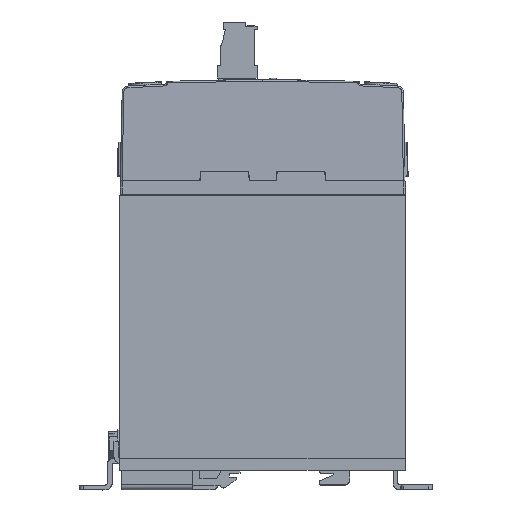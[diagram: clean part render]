
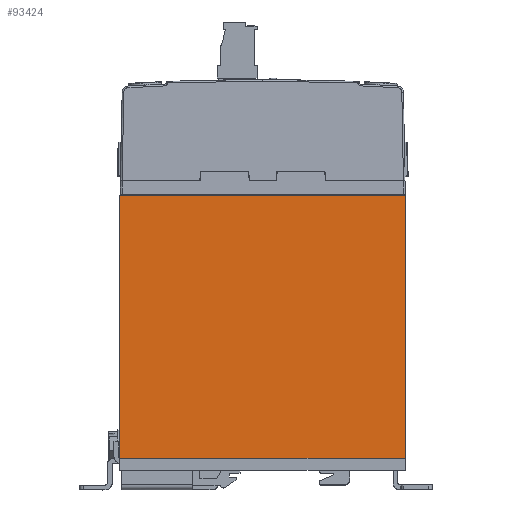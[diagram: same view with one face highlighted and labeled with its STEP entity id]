
A CAD part, top view. The second image highlights one B-rep face of the part: STEP entity #93424.
In plain terms, the highlighted planar face has unit normal (0, 0, 1).
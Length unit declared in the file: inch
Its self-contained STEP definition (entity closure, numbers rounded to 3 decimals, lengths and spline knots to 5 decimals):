
#15562 = CARTESIAN_POINT ( 'NONE',  ( 1.77165, -3.11817, 1.32874 ) ) ;
#27876 = DIRECTION ( 'NONE',  ( 0., 1., 0. ) ) ;
#29858 = VERTEX_POINT ( 'NONE', #63027 ) ;
#34359 = VERTEX_POINT ( 'NONE', #230918 ) ;
#49807 = DIRECTION ( 'NONE',  ( 0., -1., 0. ) ) ;
#50672 = DIRECTION ( 'NONE',  ( 1., 0., 0. ) ) ;
#51941 = PLANE ( 'NONE',  #166414 ) ;
#54693 = CARTESIAN_POINT ( 'NONE',  ( 1.77165, -3.11817, 1.32874 ) ) ;
#63027 = CARTESIAN_POINT ( 'NONE',  ( -1.78165, -3.11817, 1.32874 ) ) ;
#67497 = ORIENTED_EDGE ( 'NONE', *, *, #183350, .T. ) ;
#82080 = LINE ( 'NONE', #86183, #203651 ) ;
#82739 = VECTOR ( 'NONE', #27876, 39.37008 ) ;
#83676 = EDGE_LOOP ( 'NONE', ( #195148, #163874, #67497, #147963 ) ) ;
#86183 = CARTESIAN_POINT ( 'NONE',  ( -0.005, 0.14757, 1.32874 ) ) ;
#86677 = DIRECTION ( 'NONE',  ( 0., 0., 1. ) ) ;
#93424 = ADVANCED_FACE ( 'NONE', ( #154470 ), #51941, .T. ) ;
#98388 = LINE ( 'NONE', #121965, #194477 ) ;
#99091 = VERTEX_POINT ( 'NONE', #210786 ) ;
#121965 = CARTESIAN_POINT ( 'NONE',  ( -0.005, -3.11817, 1.32874 ) ) ;
#128081 = LINE ( 'NONE', #207935, #82739 ) ;
#132081 = EDGE_CURVE ( 'NONE', #34359, #29858, #162359, .T. ) ;
#141973 = DIRECTION ( 'NONE',  ( 0., 1., 0. ) ) ;
#143266 = DIRECTION ( 'NONE',  ( 1., 0., 0. ) ) ;
#144276 = VERTEX_POINT ( 'NONE', #54693 ) ;
#147963 = ORIENTED_EDGE ( 'NONE', *, *, #158711, .F. ) ;
#154470 = FACE_OUTER_BOUND ( 'NONE', #83676, .T. ) ;
#158711 = EDGE_CURVE ( 'NONE', #34359, #99091, #82080, .T. ) ;
#162359 = LINE ( 'NONE', #211709, #168039 ) ;
#163874 = ORIENTED_EDGE ( 'NONE', *, *, #213356, .T. ) ;
#166414 = AXIS2_PLACEMENT_3D ( 'NONE', #15562, #86677, #141973 ) ;
#168039 = VECTOR ( 'NONE', #49807, 39.37008 ) ;
#183350 = EDGE_CURVE ( 'NONE', #144276, #99091, #128081, .T. ) ;
#194477 = VECTOR ( 'NONE', #143266, 39.37008 ) ;
#195148 = ORIENTED_EDGE ( 'NONE', *, *, #132081, .T. ) ;
#203651 = VECTOR ( 'NONE', #50672, 39.37008 ) ;
#207935 = CARTESIAN_POINT ( 'NONE',  ( 1.77165, -1.4853, 1.32874 ) ) ;
#210786 = CARTESIAN_POINT ( 'NONE',  ( 1.77165, 0.14757, 1.32874 ) ) ;
#211709 = CARTESIAN_POINT ( 'NONE',  ( -1.78165, -1.4853, 1.32874 ) ) ;
#213356 = EDGE_CURVE ( 'NONE', #29858, #144276, #98388, .T. ) ;
#230918 = CARTESIAN_POINT ( 'NONE',  ( -1.78165, 0.14757, 1.32874 ) ) ;
